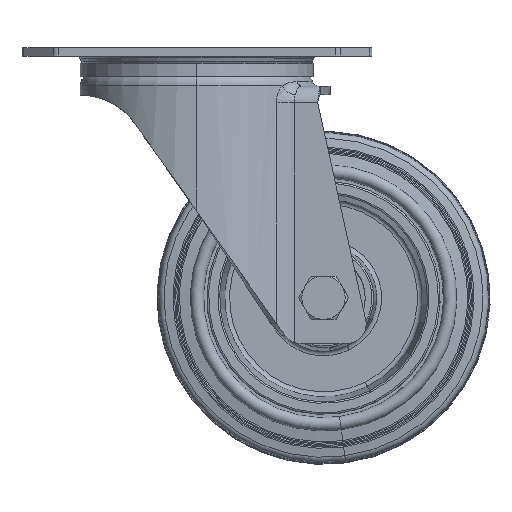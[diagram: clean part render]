
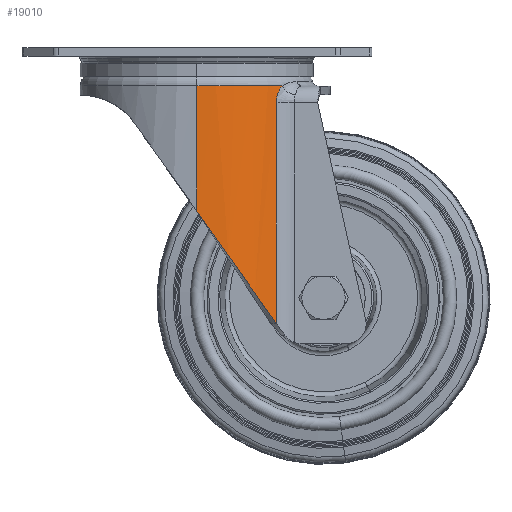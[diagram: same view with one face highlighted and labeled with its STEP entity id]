
A CAD part, top view. The second image highlights one B-rep face of the part: STEP entity #19010.
In plain terms, the highlighted cylindrical face has radius 35 mm (diameter 70 mm), a partial arc.
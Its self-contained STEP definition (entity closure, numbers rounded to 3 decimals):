
#50 = CARTESIAN_POINT ( 'NONE',  ( 23.886, -15.479, 25.582 ) ) ;
#76 = ORIENTED_EDGE ( 'NONE', *, *, #4039, .T. ) ;
#168 = CARTESIAN_POINT ( 'NONE',  ( 23.895, -15.41, 25.574 ) ) ;
#265 = CARTESIAN_POINT ( 'NONE',  ( 24.169, -14.084, 25.315 ) ) ;
#282 = VERTEX_POINT ( 'NONE', #15455 ) ;
#349 = CARTESIAN_POINT ( 'NONE',  ( 0., -11.414, 0. ) ) ;
#473 = CARTESIAN_POINT ( 'NONE',  ( 24.157, -14.126, 25.327 ) ) ;
#513 = VERTEX_POINT ( 'NONE', #10726 ) ;
#764 = CARTESIAN_POINT ( 'NONE',  ( 6.047, -57.554, 34.494 ) ) ;
#849 = VERTEX_POINT ( 'NONE', #16983 ) ;
#1167 = ORIENTED_EDGE ( 'NONE', *, *, #16447, .T. ) ;
#1392 = B_SPLINE_CURVE_WITH_KNOTS ( 'NONE', 3,
 ( #11065, #14051, #12865, #2056 ),
 .UNSPECIFIED., .F., .F.,
 ( 4, 4 ),
 ( 0., 1. ),
 .UNSPECIFIED. ) ;
#1401 = VECTOR ( 'NONE', #15201, 1000. ) ;
#1646 = CARTESIAN_POINT ( 'NONE',  ( 23.965, -14.933, 25.508 ) ) ;
#2056 = CARTESIAN_POINT ( 'NONE',  ( 23.825, -16.5, 25.639 ) ) ;
#2668 = VERTEX_POINT ( 'NONE', #12220 ) ;
#3444 = DIRECTION ( 'NONE',  ( 0.729, 0., 0.684 ) ) ;
#3657 = CARTESIAN_POINT ( 'NONE',  ( 2.458, -52.485, 34.934 ) ) ;
#3841 = CARTESIAN_POINT ( 'NONE',  ( 17.489, -73.71, 30.385 ) ) ;
#4039 = EDGE_CURVE ( 'NONE', #282, #2668, #16150, .T. ) ;
#4150 = EDGE_CURVE ( 'NONE', #513, #2668, #10750, .T. ) ;
#5209 = CARTESIAN_POINT ( 'NONE',  ( 8.344, -60.797, 34.011 ) ) ;
#5399 = EDGE_CURVE ( 'NONE', #9905, #513, #5894, .T. ) ;
#5894 = B_SPLINE_CURVE_WITH_KNOTS ( 'NONE', 3,
 ( #6609, #14372, #14267, #3841, #10010, #17211, #14559, #14170, #5209, #764, #8362, #3657, #11486, #9730 ),
 .UNSPECIFIED., .F., .F.,
 ( 4, 2, 2, 2, 2, 2, 4 ),
 ( 0., 0.25, 0.5, 0.625, 0.75, 0.875, 1. ),
 .UNSPECIFIED. ) ;
#6200 = CARTESIAN_POINT ( 'NONE',  ( 23.926, -15.164, 25.545 ) ) ;
#6332 = B_SPLINE_CURVE_WITH_KNOTS ( 'NONE', 3,
 ( #12404, #18427, #9221, #9117, #13760, #15132, #50, #6398, #13552, #168, #13854, #6200, #1646, #18393, #16509, #12470, #473, #265, #7579, #15436, #13651, #6501, #18489 ),
 .UNSPECIFIED., .F., .F.,
 ( 4, 2, 1, 1, 1, 1, 2, 2, 2, 1, 1, 1, 2, 2, 4 ),
 ( 0., 0.125, 0.187, 0.219, 0.234, 0.242, 0.246, 0.25, 0.375, 0.437, 0.469, 0.484, 0.492, 0.5, 1. ),
 .UNSPECIFIED. ) ;
#6398 = CARTESIAN_POINT ( 'NONE',  ( 23.891, -15.439, 25.578 ) ) ;
#6501 = CARTESIAN_POINT ( 'NONE',  ( 24.94, -12.154, 24.571 ) ) ;
#6609 = CARTESIAN_POINT ( 'NONE',  ( 23.825, -82.656, 25.64 ) ) ;
#6700 = ORIENTED_EDGE ( 'NONE', *, *, #4150, .F. ) ;
#7579 = CARTESIAN_POINT ( 'NONE',  ( 24.177, -14.056, 25.308 ) ) ;
#8362 = CARTESIAN_POINT ( 'NONE',  ( 4.867, -55.887, 34.682 ) ) ;
#8610 = AXIS2_PLACEMENT_3D ( 'NONE', #349, #9320, #3444 ) ;
#8952 = ORIENTED_EDGE ( 'NONE', *, *, #15864, .T. ) ;
#9117 = CARTESIAN_POINT ( 'NONE',  ( 23.848, -15.859, 25.617 ) ) ;
#9178 = CARTESIAN_POINT ( 'NONE',  ( 0., -110.94, 35. ) ) ;
#9221 = CARTESIAN_POINT ( 'NONE',  ( 23.831, -16.134, 25.634 ) ) ;
#9320 = DIRECTION ( 'NONE',  ( 0., -1., 0. ) ) ;
#9730 = CARTESIAN_POINT ( 'NONE',  ( 0., -49.015, 35. ) ) ;
#9905 = VERTEX_POINT ( 'NONE', #9938 ) ;
#9938 = CARTESIAN_POINT ( 'NONE',  ( 23.825, -82.656, 25.64 ) ) ;
#10010 = CARTESIAN_POINT ( 'NONE',  ( 15.649, -71.112, 31.382 ) ) ;
#10726 = CARTESIAN_POINT ( 'NONE',  ( 0., -49.015, 35. ) ) ;
#10750 = LINE ( 'NONE', #9178, #1401 ) ;
#11065 = CARTESIAN_POINT ( 'NONE',  ( 23.825, -82.656, 25.64 ) ) ;
#11486 = CARTESIAN_POINT ( 'NONE',  ( 1.231, -50.753, 34.999 ) ) ;
#12220 = CARTESIAN_POINT ( 'NONE',  ( 0., -11.414, 35. ) ) ;
#12404 = CARTESIAN_POINT ( 'NONE',  ( 23.825, -16.5, 25.639 ) ) ;
#12470 = CARTESIAN_POINT ( 'NONE',  ( 24.129, -14.224, 25.353 ) ) ;
#12647 = CYLINDRICAL_SURFACE ( 'NONE', #18075, 35. ) ;
#12865 = CARTESIAN_POINT ( 'NONE',  ( 23.825, -38.552, 25.639 ) ) ;
#13552 = CARTESIAN_POINT ( 'NONE',  ( 23.893, -15.421, 25.576 ) ) ;
#13651 = CARTESIAN_POINT ( 'NONE',  ( 24.481, -13.033, 25.017 ) ) ;
#13760 = CARTESIAN_POINT ( 'NONE',  ( 23.86, -15.721, 25.607 ) ) ;
#13854 = CARTESIAN_POINT ( 'NONE',  ( 23.895, -15.406, 25.574 ) ) ;
#14051 = CARTESIAN_POINT ( 'NONE',  ( 23.825, -60.604, 25.639 ) ) ;
#14170 = CARTESIAN_POINT ( 'NONE',  ( 9.46, -62.373, 33.716 ) ) ;
#14267 = CARTESIAN_POINT ( 'NONE',  ( 20.875, -78.491, 28.166 ) ) ;
#14350 = CARTESIAN_POINT ( 'NONE',  ( 0., -110.94, 0. ) ) ;
#14372 = CARTESIAN_POINT ( 'NONE',  ( 22.425, -80.679, 26.94 ) ) ;
#14559 = CARTESIAN_POINT ( 'NONE',  ( 11.614, -65.414, 33.037 ) ) ;
#15132 = CARTESIAN_POINT ( 'NONE',  ( 23.877, -15.56, 25.591 ) ) ;
#15201 = DIRECTION ( 'NONE',  ( 0., 1., 0. ) ) ;
#15436 = CARTESIAN_POINT ( 'NONE',  ( 24.181, -14.044, 25.304 ) ) ;
#15455 = CARTESIAN_POINT ( 'NONE',  ( 25.531, -11.414, 23.941 ) ) ;
#15810 = FACE_OUTER_BOUND ( 'NONE', #16294, .T. ) ;
#15864 = EDGE_CURVE ( 'NONE', #849, #282, #6332, .T. ) ;
#16150 = CIRCLE ( 'NONE', #8610, 35. ) ;
#16294 = EDGE_LOOP ( 'NONE', ( #6700, #19407, #1167, #8952, #76 ) ) ;
#16447 = EDGE_CURVE ( 'NONE', #9905, #849, #1392, .T. ) ;
#16509 = CARTESIAN_POINT ( 'NONE',  ( 24.077, -14.42, 25.402 ) ) ;
#16983 = CARTESIAN_POINT ( 'NONE',  ( 23.825, -16.5, 25.639 ) ) ;
#17211 = CARTESIAN_POINT ( 'NONE',  ( 12.652, -66.88, 32.652 ) ) ;
#17767 = DIRECTION ( 'NONE',  ( 0., 0., -1. ) ) ;
#18075 = AXIS2_PLACEMENT_3D ( 'NONE', #14350, #19162, #17767 ) ;
#18393 = CARTESIAN_POINT ( 'NONE',  ( 24.038, -14.59, 25.44 ) ) ;
#18427 = CARTESIAN_POINT ( 'NONE',  ( 23.825, -16.317, 25.639 ) ) ;
#18489 = CARTESIAN_POINT ( 'NONE',  ( 25.531, -11.414, 23.941 ) ) ;
#19010 = ADVANCED_FACE ( 'NONE', ( #15810 ), #12647, .T. ) ;
#19162 = DIRECTION ( 'NONE',  ( 0., 1., 0. ) ) ;
#19407 = ORIENTED_EDGE ( 'NONE', *, *, #5399, .F. ) ;
